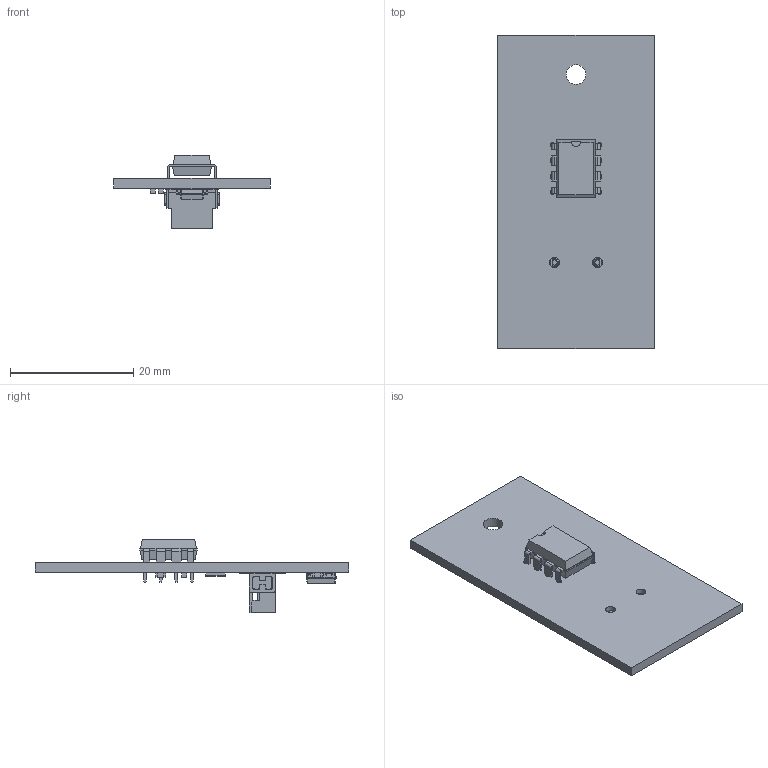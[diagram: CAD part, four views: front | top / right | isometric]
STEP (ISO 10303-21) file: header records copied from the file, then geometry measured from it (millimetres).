
FILE_DESCRIPTION(('KiCad electronic assembly'),'2;1');
FILE_NAME('Luminometer_Detector.step','2020-08-06T20:03:16',('An Author' ),('A Company'),'Open CASCADE STEP processor 6.9', 'KiCad to STEP converter','Unknown');
FILE_SCHEMA(('AUTOMOTIVE_DESIGN { 1 0 10303 214 1 1 1 1 }'));
Length unit declared in the file: millimetre
Products named in the file (12): Open CASCADE STEP translator 6.9 1; SOIC-8_3.9x4.9mm_P1.27mm; SOLID; DIP-8_W7.62mm; R_2512_6332Metric; 1511006X601XXX_100210554MOD000B; COMPOUND; C_0603_1608Metric
Assembly tree (13 placements, depth 3):
  Open CASCADE STEP translator 6.9 1
    SOIC-8_3.9x4.9mm_P1.27mm
      SOLID
    DIP-8_W7.62mm
      SOLID
    R_2512_6332Metric
      SOLID
    1511006X601XXX_100210554MOD000B
      COMPOUND
    C_0603_1608Metric  x3
      SOLID
    COMPOUND
Bounding box: 25.4 x 50.8 x 11.88 mm (x, y, z)
Volume: 2373.5 mm3; surface area: 3769.9 mm2
Topology: 22 solids, 22 shells, 872 faces, 2228 edges, 1406 vertices
Faces by surface type: plane 593, cylinder 175, bspline 98, cone 6
Full cylindrical faces by diameter (mm): 0.6 x1, 0.8 x8, 1.6 x2, 3.2 x1
Entity records: 58011 total; most frequent: CARTESIAN_POINT 14059, DIRECTION 7304, LINE 5091, VECTOR 5091, ORIENTED_EDGE 4168, PCURVE 4168, DEFINITIONAL_REPRESENTATION 4168, EDGE_CURVE 2084
